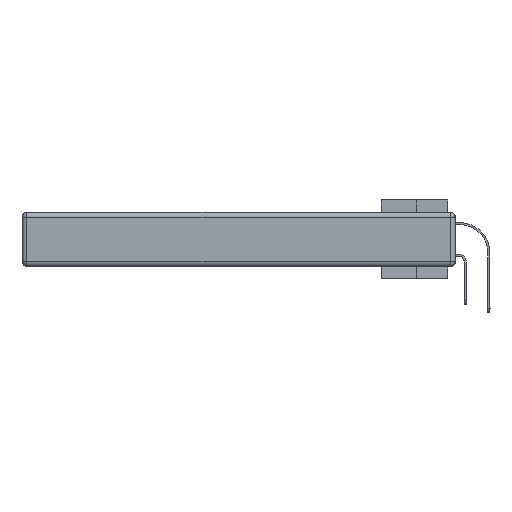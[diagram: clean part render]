
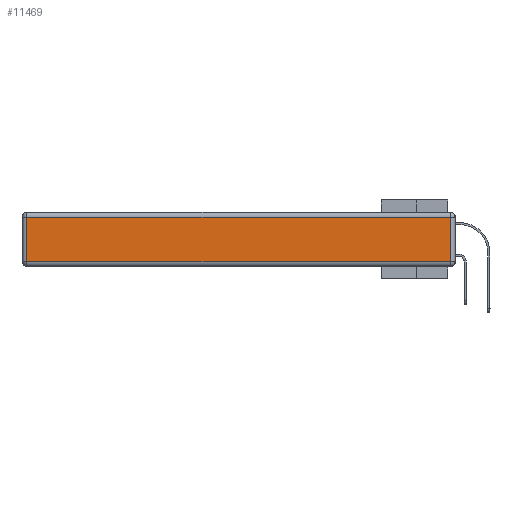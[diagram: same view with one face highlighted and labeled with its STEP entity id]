
A CAD part, left-side view. The second image highlights one B-rep face of the part: STEP entity #11469.
In plain terms, the highlighted planar face has unit normal (-1, 0, 0).
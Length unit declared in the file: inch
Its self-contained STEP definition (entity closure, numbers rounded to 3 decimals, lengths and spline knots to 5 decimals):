
#140 = DIRECTION ( 'NONE',  ( 0., 0., 1. ) ) ;
#1562 = EDGE_CURVE ( 'NONE', #30619, #6233, #12294, .T. ) ;
#1826 = ORIENTED_EDGE ( 'NONE', *, *, #8621, .T. ) ;
#1981 = ORIENTED_EDGE ( 'NONE', *, *, #11507, .T. ) ;
#2845 = LINE ( 'NONE', #28408, #10541 ) ;
#2957 = CARTESIAN_POINT ( 'NONE',  ( 0., 2.72, -0.313 ) ) ;
#3169 = DIRECTION ( 'NONE',  ( 0., -1., 0. ) ) ;
#3451 = VERTEX_POINT ( 'NONE', #2957 ) ;
#3860 = AXIS2_PLACEMENT_3D ( 'NONE', #13724, #6334, #23218 ) ;
#4140 = CARTESIAN_POINT ( 'NONE',  ( 0., 0.03, -0.03 ) ) ;
#5143 = VERTEX_POINT ( 'NONE', #32299 ) ;
#6122 = EDGE_CURVE ( 'NONE', #3451, #30619, #2845, .T. ) ;
#6233 = VERTEX_POINT ( 'NONE', #4140 ) ;
#6334 = DIRECTION ( 'NONE',  ( -1., 0., 0. ) ) ;
#8467 = FACE_OUTER_BOUND ( 'NONE', #8470, .T. ) ;
#8470 = EDGE_LOOP ( 'NONE', ( #11013, #19580, #1826, #1981 ) ) ;
#8621 = EDGE_CURVE ( 'NONE', #6233, #5143, #23948, .T. ) ;
#10541 = VECTOR ( 'NONE', #3169, 39.37008 ) ;
#11013 = ORIENTED_EDGE ( 'NONE', *, *, #6122, .T. ) ;
#11469 = ADVANCED_FACE ( 'NONE', ( #8467 ), #23709, .T. ) ;
#11507 = EDGE_CURVE ( 'NONE', #5143, #3451, #26484, .T. ) ;
#12294 = LINE ( 'NONE', #17363, #28266 ) ;
#13724 = CARTESIAN_POINT ( 'NONE',  ( 0., 0., -0.343 ) ) ;
#13951 = DIRECTION ( 'NONE',  ( 0., 1., 0. ) ) ;
#15847 = CARTESIAN_POINT ( 'NONE',  ( 0., 2.72, -0.343 ) ) ;
#15884 = VECTOR ( 'NONE', #25843, 39.37008 ) ;
#17363 = CARTESIAN_POINT ( 'NONE',  ( 0., 0.03, -0.343 ) ) ;
#19580 = ORIENTED_EDGE ( 'NONE', *, *, #1562, .T. ) ;
#21969 = CARTESIAN_POINT ( 'NONE',  ( 0., 0.03, -0.313 ) ) ;
#23218 = DIRECTION ( 'NONE',  ( 0., 0., 1. ) ) ;
#23709 = PLANE ( 'NONE',  #3860 ) ;
#23948 = LINE ( 'NONE', #29023, #31099 ) ;
#25843 = DIRECTION ( 'NONE',  ( 0., 0., -1. ) ) ;
#26484 = LINE ( 'NONE', #15847, #15884 ) ;
#28266 = VECTOR ( 'NONE', #140, 39.37008 ) ;
#28408 = CARTESIAN_POINT ( 'NONE',  ( 0., 0., -0.313 ) ) ;
#29023 = CARTESIAN_POINT ( 'NONE',  ( 0., 2.75, -0.03 ) ) ;
#30619 = VERTEX_POINT ( 'NONE', #21969 ) ;
#31099 = VECTOR ( 'NONE', #13951, 39.37008 ) ;
#32299 = CARTESIAN_POINT ( 'NONE',  ( 0., 2.72, -0.03 ) ) ;
